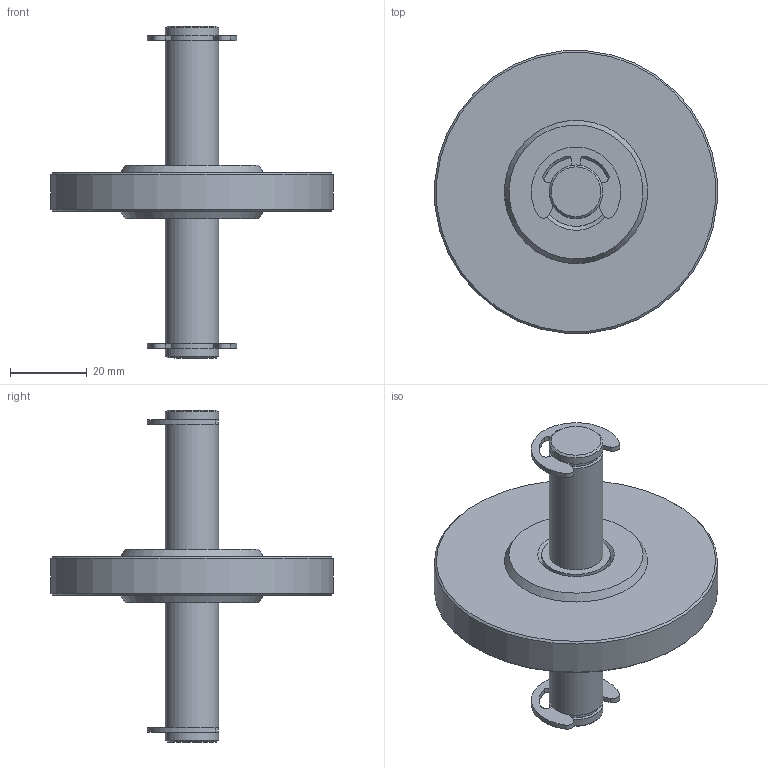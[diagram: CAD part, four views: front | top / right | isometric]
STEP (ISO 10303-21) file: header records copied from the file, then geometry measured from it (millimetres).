
FILE_DESCRIPTION(/* description */ (''),/* implementation_level */ '2;1');
FILE_NAME(/* name */ '1060GA.stp',/* time_stamp */ '2019-08-14T12:11:43+02:00',/* author */ ('Marc'),/* organization */ (''),/* preprocessor_version */ 'ST-DEVELOPER v17.2',/* originating_system */ 'Autodesk Inventor 2019',/* authorisation */ '');
FILE_SCHEMA (('AUTOMOTIVE_DESIGN { 1 0 10303 214 3 1 1 }'));
Length unit declared in the file: millimetre
Products named in the file (6): 1060GA; GALB74; 16334; 09004; 18902; DIN 6799 - 12
Assembly tree (6 placements, depth 3):
  1060GA
    GALB74
      16334
      09004
    18902
    DIN 6799 - 12  x2
Bounding box: 73.79 x 73.79 x 86.7 mm (x, y, z)
Volume: 58516.9 mm3; surface area: 18040.1 mm2
Topology: 5 solids, 5 shells, 73 faces, 185 edges, 128 vertices
Faces by surface type: cylinder 37, plane 28, cone 8
Full cylindrical faces by diameter (mm): 12.2 x2, 14 x4, 18 x2, 74 x1
Entity records: 1817 total; most frequent: DIRECTION 327, CARTESIAN_POINT 276, ORIENTED_EDGE 250, AXIS2_PLACEMENT_3D 139, EDGE_CURVE 125, VERTEX_POINT 88, CIRCLE 76, EDGE_LOOP 61
